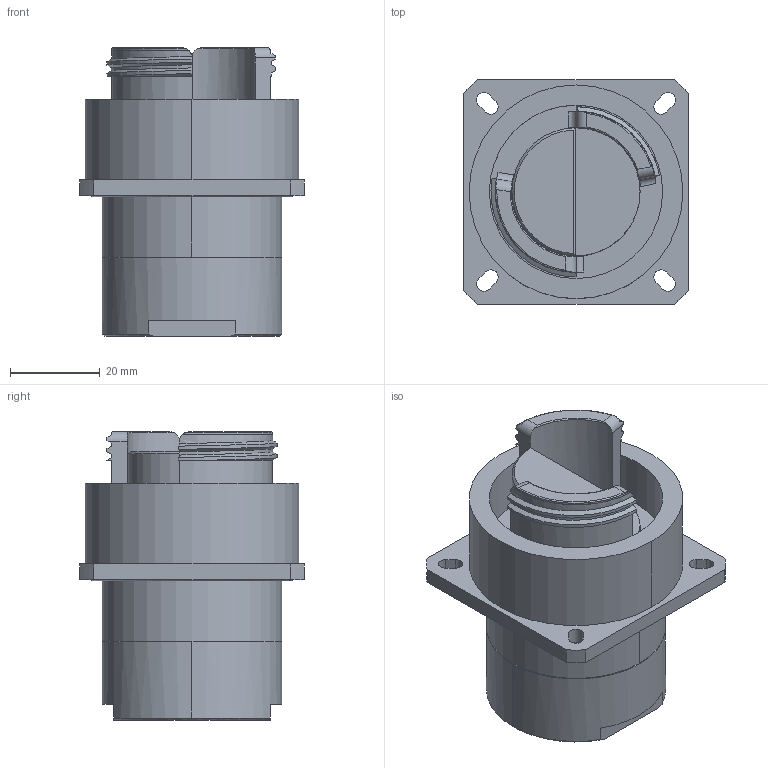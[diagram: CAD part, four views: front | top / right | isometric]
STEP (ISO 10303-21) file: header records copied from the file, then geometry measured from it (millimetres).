
FILE_DESCRIPTION (( 'STEP AP203' ), '1' );
FILE_NAME ('Size23 Hermaphroditic Flange.STEP', '2019-03-27T18:35:09', ( '' ), ( '' ), 'SwSTEP 2.0', 'SolidWorks 2019', '' );
FILE_SCHEMA (( 'CONFIG_CONTROL_DESIGN' ));
Length unit declared in the file: inch
Products named in the file (1): Size23 Hermaphroditic Flange
Bounding box: 50.04 x 50.04 x 64.26 mm (x, y, z)
Volume: 77448.7 mm3; surface area: 17962.3 mm2
Topology: 1 solids, 1 shells, 121 faces, 319 edges, 210 vertices
Faces by surface type: cylinder 54, plane 39, bspline 14, cone 8, torus 6
Entity records: 5714 total; most frequent: CARTESIAN_POINT 2777, ORIENTED_EDGE 638, DIRECTION 551, EDGE_CURVE 319, AXIS2_PLACEMENT_3D 211, VERTEX_POINT 210, EDGE_LOOP 139, LINE 129
